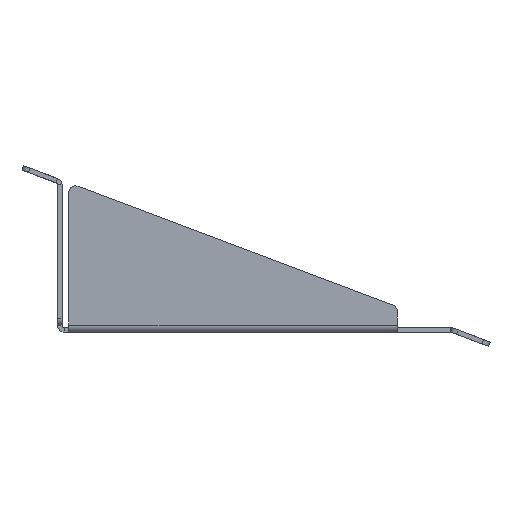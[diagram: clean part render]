
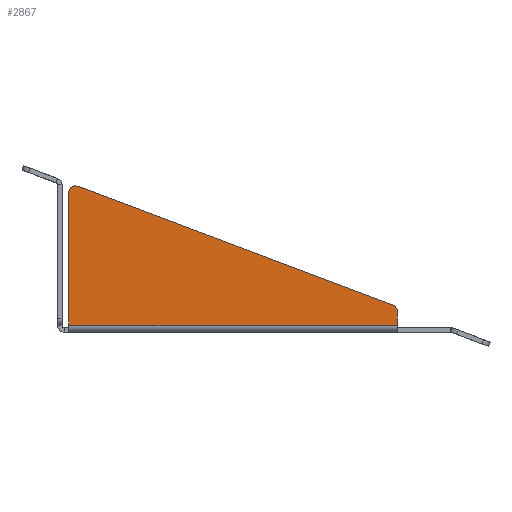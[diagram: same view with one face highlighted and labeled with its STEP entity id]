
A CAD part, front view. The second image highlights one B-rep face of the part: STEP entity #2867.
In plain terms, the highlighted planar face has unit normal (0, -1, 0).
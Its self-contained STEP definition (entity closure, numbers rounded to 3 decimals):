
#61 = DIRECTION ( 'NONE',  ( 0., 0., -1. ) ) ;
#196 = EDGE_CURVE ( 'NONE', #1293, #5044, #3225, .T. ) ;
#222 = CARTESIAN_POINT ( 'NONE',  ( -75.31, 0., 0. ) ) ;
#352 = DIRECTION ( 'NONE',  ( 0., -1., 0. ) ) ;
#390 = DIRECTION ( 'NONE',  ( -1., 0., 0. ) ) ;
#418 = AXIS2_PLACEMENT_3D ( 'NONE', #2379, #352, #1140 ) ;
#431 = FACE_OUTER_BOUND ( 'NONE', #4908, .T. ) ;
#507 = VECTOR ( 'NONE', #4878, 1000. ) ;
#578 = VECTOR ( 'NONE', #3861, 1000. ) ;
#594 = EDGE_CURVE ( 'NONE', #2183, #1291, #4508, .T. ) ;
#702 = DIRECTION ( 'NONE',  ( 0., 0., -1. ) ) ;
#784 = VERTEX_POINT ( 'NONE', #3873 ) ;
#785 = CARTESIAN_POINT ( 'NONE',  ( -75.31, 0., -30.92 ) ) ;
#802 = CARTESIAN_POINT ( 'NONE',  ( 69.69, 0., -32.92 ) ) ;
#804 = CARTESIAN_POINT ( 'NONE',  ( 67.751, 0., -24.118 ) ) ;
#929 = CARTESIAN_POINT ( 'NONE',  ( 69.69, 0., 0. ) ) ;
#1051 = VECTOR ( 'NONE', #390, 1000. ) ;
#1138 = EDGE_CURVE ( 'NONE', #1293, #3105, #3971, .T. ) ;
#1140 = DIRECTION ( 'NONE',  ( 0., 0., -1. ) ) ;
#1291 = VERTEX_POINT ( 'NONE', #4768 ) ;
#1293 = VERTEX_POINT ( 'NONE', #2657 ) ;
#1468 = DIRECTION ( 'NONE',  ( 0., -1., 0. ) ) ;
#1630 = CARTESIAN_POINT ( 'NONE',  ( 0., 0., -32.92 ) ) ;
#1744 = DIRECTION ( 'NONE',  ( 0., 0., 1. ) ) ;
#1828 = VERTEX_POINT ( 'NONE', #785 ) ;
#1936 = AXIS2_PLACEMENT_3D ( 'NONE', #2135, #4172, #61 ) ;
#1995 = AXIS2_PLACEMENT_3D ( 'NONE', #4295, #1468, #702 ) ;
#2019 = CARTESIAN_POINT ( 'NONE',  ( -75.31, 0., 0. ) ) ;
#2122 = ORIENTED_EDGE ( 'NONE', *, *, #594, .F. ) ;
#2135 = CARTESIAN_POINT ( 'NONE',  ( -72.31, 0., 25.605 ) ) ;
#2183 = VERTEX_POINT ( 'NONE', #802 ) ;
#2379 = CARTESIAN_POINT ( 'NONE',  ( 0., 0., 0. ) ) ;
#2510 = LINE ( 'NONE', #929, #3215 ) ;
#2657 = CARTESIAN_POINT ( 'NONE',  ( -71.249, 0., 28.412 ) ) ;
#2809 = LINE ( 'NONE', #2019, #5021 ) ;
#2835 = DIRECTION ( 'NONE',  ( 0., 0., -1. ) ) ;
#2867 = ADVANCED_FACE ( 'NONE', ( #431 ), #3969, .T. ) ;
#2943 = ORIENTED_EDGE ( 'NONE', *, *, #5106, .T. ) ;
#3010 = EDGE_CURVE ( 'NONE', #3105, #1828, #3015, .T. ) ;
#3015 = LINE ( 'NONE', #222, #578 ) ;
#3105 = VERTEX_POINT ( 'NONE', #3631 ) ;
#3215 = VECTOR ( 'NONE', #1744, 1000. ) ;
#3225 = LINE ( 'NONE', #4831, #507 ) ;
#3229 = ORIENTED_EDGE ( 'NONE', *, *, #1138, .T. ) ;
#3391 = EDGE_CURVE ( 'NONE', #784, #5044, #4861, .T. ) ;
#3631 = CARTESIAN_POINT ( 'NONE',  ( -75.31, 0., 25.605 ) ) ;
#3714 = ORIENTED_EDGE ( 'NONE', *, *, #3010, .T. ) ;
#3861 = DIRECTION ( 'NONE',  ( 0., 0., -1. ) ) ;
#3873 = CARTESIAN_POINT ( 'NONE',  ( 69.69, 0., -26.924 ) ) ;
#3969 = PLANE ( 'NONE',  #418 ) ;
#3971 = CIRCLE ( 'NONE', #1936, 3. ) ;
#3991 = EDGE_CURVE ( 'NONE', #1828, #1291, #2809, .T. ) ;
#3992 = ORIENTED_EDGE ( 'NONE', *, *, #3391, .T. ) ;
#4172 = DIRECTION ( 'NONE',  ( 0., -1., 0. ) ) ;
#4204 = ORIENTED_EDGE ( 'NONE', *, *, #196, .F. ) ;
#4295 = CARTESIAN_POINT ( 'NONE',  ( 66.69, 0., -26.924 ) ) ;
#4508 = LINE ( 'NONE', #1630, #1051 ) ;
#4768 = CARTESIAN_POINT ( 'NONE',  ( -75.31, 0., -32.92 ) ) ;
#4831 = CARTESIAN_POINT ( 'NONE',  ( -78.31, 0., 31.08 ) ) ;
#4861 = CIRCLE ( 'NONE', #1995, 3. ) ;
#4878 = DIRECTION ( 'NONE',  ( 0.935, 0., -0.354 ) ) ;
#4908 = EDGE_LOOP ( 'NONE', ( #3714, #4930, #2122, #2943, #3992, #4204, #3229 ) ) ;
#4930 = ORIENTED_EDGE ( 'NONE', *, *, #3991, .T. ) ;
#5021 = VECTOR ( 'NONE', #2835, 1000. ) ;
#5044 = VERTEX_POINT ( 'NONE', #804 ) ;
#5106 = EDGE_CURVE ( 'NONE', #2183, #784, #2510, .T. ) ;
